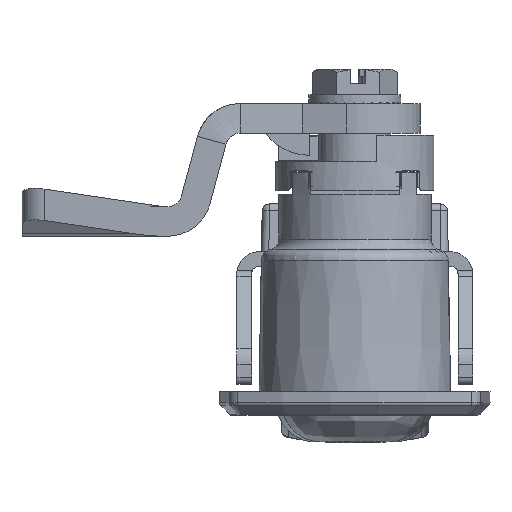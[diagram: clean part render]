
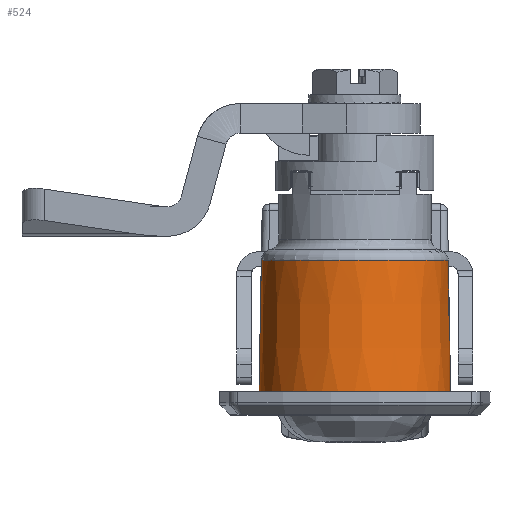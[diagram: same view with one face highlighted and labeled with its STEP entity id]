
A CAD part, left-side view. The second image highlights one B-rep face of the part: STEP entity #524.
In plain terms, the highlighted conical face has half-angle 1 degrees and reference radius 13 mm.
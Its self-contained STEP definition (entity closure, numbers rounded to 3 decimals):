
#524=ADVANCED_FACE('',(#1492,#1493),#1494,.T.);
#1492=FACE_BOUND('',#3367,.T.);
#1493=FACE_OUTER_BOUND('',#3368,.T.);
#1494=CONICAL_SURFACE('',#3369,13.0,0.017);
#3367=EDGE_LOOP('',(#9792));
#3368=EDGE_LOOP('',(#9793,#9794,#9795,#9796,#9797,#9798,#9799,#9800,#9801,#9802));
#3369=AXIS2_PLACEMENT_3D('',#9803,#9804,#9805);
#9792=ORIENTED_EDGE('',*,*,#16632,.T.);
#9793=ORIENTED_EDGE('',*,*,#16633,.F.);
#9794=ORIENTED_EDGE('',*,*,#16634,.F.);
#9795=ORIENTED_EDGE('',*,*,#16635,.F.);
#9796=ORIENTED_EDGE('',*,*,#16636,.F.);
#9797=ORIENTED_EDGE('',*,*,#16637,.T.);
#9798=ORIENTED_EDGE('',*,*,#16638,.T.);
#9799=ORIENTED_EDGE('',*,*,#16639,.T.);
#9800=ORIENTED_EDGE('',*,*,#16640,.T.);
#9801=ORIENTED_EDGE('',*,*,#16641,.T.);
#9802=ORIENTED_EDGE('',*,*,#16642,.F.);
#9803=CARTESIAN_POINT('',(-54.25,0.0,0.0));
#9804=DIRECTION('',(0.0,-0.0,-1.0));
#9805=DIRECTION('',(1.0,0.0,0.0));
#16632=EDGE_CURVE('',#19067,#19067,#19068,.T.);
#16633=EDGE_CURVE('',#19069,#19070,#19071,.T.);
#16634=EDGE_CURVE('',#19072,#19069,#19073,.F.);
#16635=EDGE_CURVE('',#19074,#19072,#19075,.T.);
#16636=EDGE_CURVE('',#19076,#19074,#19077,.F.);
#16637=EDGE_CURVE('',#19076,#19078,#19079,.T.);
#16638=EDGE_CURVE('',#19078,#19080,#19081,.T.);
#16639=EDGE_CURVE('',#19080,#19082,#19083,.T.);
#16640=EDGE_CURVE('',#19082,#19084,#19085,.T.);
#16641=EDGE_CURVE('',#19084,#19086,#19087,.T.);
#16642=EDGE_CURVE('',#19070,#19086,#19088,.F.);
#19067=VERTEX_POINT('',#23090);
#19068=CIRCLE('',#23091,12.689);
#19069=VERTEX_POINT('',#23092);
#19070=VERTEX_POINT('',#23093);
#19071=B_SPLINE_CURVE_WITH_KNOTS('',3,(#23094,#23095,#23096,#23097),.UNSPECIFIED.,.F.,.F.,(4,4),(0.015,0.025),.UNSPECIFIED.);
#19072=VERTEX_POINT('',#23098);
#19073=CIRCLE('',#23099,12.703);
#19074=VERTEX_POINT('',#23100);
#19075=B_SPLINE_CURVE_WITH_KNOTS('',3,(#23101,#23102,#23103,#23104),.UNSPECIFIED.,.F.,.F.,(4,4),(0.026,0.036),.UNSPECIFIED.);
#19076=VERTEX_POINT('',#23105);
#19077=CIRCLE('',#23106,12.878);
#19078=VERTEX_POINT('',#23107);
#19079=B_SPLINE_CURVE_WITH_KNOTS('',3,(#23108,#23109,#23110,#23111,#23112,#23113,#23114,#23115),.UNSPECIFIED.,.F.,.F.,(4,2,2,4),(0.0,0.001,0.003,0.005),.UNSPECIFIED.);
#19080=VERTEX_POINT('',#23116);
#19081=B_SPLINE_CURVE_WITH_KNOTS('',3,(#23117,#23118,#23119,#23120),.UNSPECIFIED.,.F.,.F.,(4,4),(0.001,0.007),.UNSPECIFIED.);
#19082=VERTEX_POINT('',#23121);
#19083=CIRCLE('',#23122,13.0);
#19084=VERTEX_POINT('',#23123);
#19085=B_SPLINE_CURVE_WITH_KNOTS('',3,(#23124,#23125,#23126,#23127),.UNSPECIFIED.,.F.,.F.,(4,4),(0.,0.006),.UNSPECIFIED.);
#19086=VERTEX_POINT('',#23128);
#19087=B_SPLINE_CURVE_WITH_KNOTS('',3,(#23129,#23130,#23131,#23132,#23133,#23134,#23135,#23136,#23137,#23138),.UNSPECIFIED.,.F.,.F.,(4,2,2,2,4),(0.0,0.001,0.003,0.004,0.005),.UNSPECIFIED.);
#19088=CIRCLE('',#23139,12.878);
#23090=CARTESIAN_POINT('',(-66.939,0.0,17.826));
#23091=AXIS2_PLACEMENT_3D('',#29313,#29314,#29315);
#23092=CARTESIAN_POINT('',(-41.586,-1.0,17.0));
#23093=CARTESIAN_POINT('',(-41.411,-1.0,7.0));
#23094=CARTESIAN_POINT('',(-41.586,-1.0,17.0));
#23095=CARTESIAN_POINT('',(-41.528,-1.0,13.667));
#23096=CARTESIAN_POINT('',(-41.469,-1.0,10.333));
#23097=CARTESIAN_POINT('',(-41.411,-1.0,7.0));
#23098=CARTESIAN_POINT('',(-41.586,1.0,17.0));
#23099=AXIS2_PLACEMENT_3D('',#29316,#29317,#29318);
#23100=CARTESIAN_POINT('',(-41.411,1.0,7.0));
#23101=CARTESIAN_POINT('',(-41.411,1.0,7.0));
#23102=CARTESIAN_POINT('',(-41.469,1.0,10.333));
#23103=CARTESIAN_POINT('',(-41.528,1.0,13.667));
#23104=CARTESIAN_POINT('',(-41.586,1.0,17.0));
#23105=CARTESIAN_POINT('',(-49.316,11.895,7.0));
#23106=AXIS2_PLACEMENT_3D('',#29319,#29320,#29321);
#23107=CARTESIAN_POINT('',(-54.144,12.894,6.047));
#23108=CARTESIAN_POINT('',(-49.316,11.895,7.0));
#23109=CARTESIAN_POINT('',(-49.709,12.058,7.0));
#23110=CARTESIAN_POINT('',(-50.104,12.2,6.962));
#23111=CARTESIAN_POINT('',(-50.903,12.445,6.846));
#23112=CARTESIAN_POINT('',(-51.308,12.548,6.767));
#23113=CARTESIAN_POINT('',(-52.521,12.797,6.497));
#23114=CARTESIAN_POINT('',(-53.328,12.883,6.274));
#23115=CARTESIAN_POINT('',(-54.144,12.894,6.047));
#23116=CARTESIAN_POINT('',(-54.25,13.0,0.));
#23117=CARTESIAN_POINT('',(-54.144,12.894,6.047));
#23118=CARTESIAN_POINT('',(-54.18,12.929,4.031));
#23119=CARTESIAN_POINT('',(-54.215,12.965,2.016));
#23120=CARTESIAN_POINT('',(-54.25,13.0,0.));
#23121=CARTESIAN_POINT('',(-54.25,-13.0,0.0));
#23122=AXIS2_PLACEMENT_3D('',#29322,#29323,#29324);
#23123=CARTESIAN_POINT('',(-54.144,-12.894,6.047));
#23124=CARTESIAN_POINT('',(-54.25,-13.0,0.));
#23125=CARTESIAN_POINT('',(-54.215,-12.965,2.016));
#23126=CARTESIAN_POINT('',(-54.18,-12.929,4.031));
#23127=CARTESIAN_POINT('',(-54.144,-12.894,6.047));
#23128=CARTESIAN_POINT('',(-49.316,-11.895,7.0));
#23129=CARTESIAN_POINT('',(-54.144,-12.894,6.047));
#23130=CARTESIAN_POINT('',(-53.736,-12.889,6.16));
#23131=CARTESIAN_POINT('',(-53.329,-12.864,6.273));
#23132=CARTESIAN_POINT('',(-52.515,-12.776,6.487));
#23133=CARTESIAN_POINT('',(-52.107,-12.712,6.589));
#23134=CARTESIAN_POINT('',(-51.3,-12.546,6.769));
#23135=CARTESIAN_POINT('',(-50.9,-12.444,6.847));
#23136=CARTESIAN_POINT('',(-50.105,-12.2,6.962));
#23137=CARTESIAN_POINT('',(-49.71,-12.059,7.0));
#23138=CARTESIAN_POINT('',(-49.316,-11.895,7.0));
#23139=AXIS2_PLACEMENT_3D('',#29325,#29326,#29327);
#29313=CARTESIAN_POINT('',(-54.25,0.0,17.826));
#29314=DIRECTION('',(0.0,0.0,-1.0));
#29315=DIRECTION('',(-1.0,0.0,0.0));
#29316=CARTESIAN_POINT('',(-54.25,0.0,17.0));
#29317=DIRECTION('',(0.0,0.0,1.0));
#29318=DIRECTION('',(1.0,0.0,0.0));
#29319=CARTESIAN_POINT('',(-54.25,0.0,7.0));
#29320=DIRECTION('',(0.0,0.0,1.0));
#29321=DIRECTION('',(1.0,0.0,0.0));
#29322=CARTESIAN_POINT('',(-54.25,0.0,0.0));
#29323=DIRECTION('',(0.0,0.0,1.0));
#29324=DIRECTION('',(1.0,0.0,0.0));
#29325=CARTESIAN_POINT('',(-54.25,0.0,7.0));
#29326=DIRECTION('',(0.0,0.0,1.0));
#29327=DIRECTION('',(1.0,0.0,0.0));
